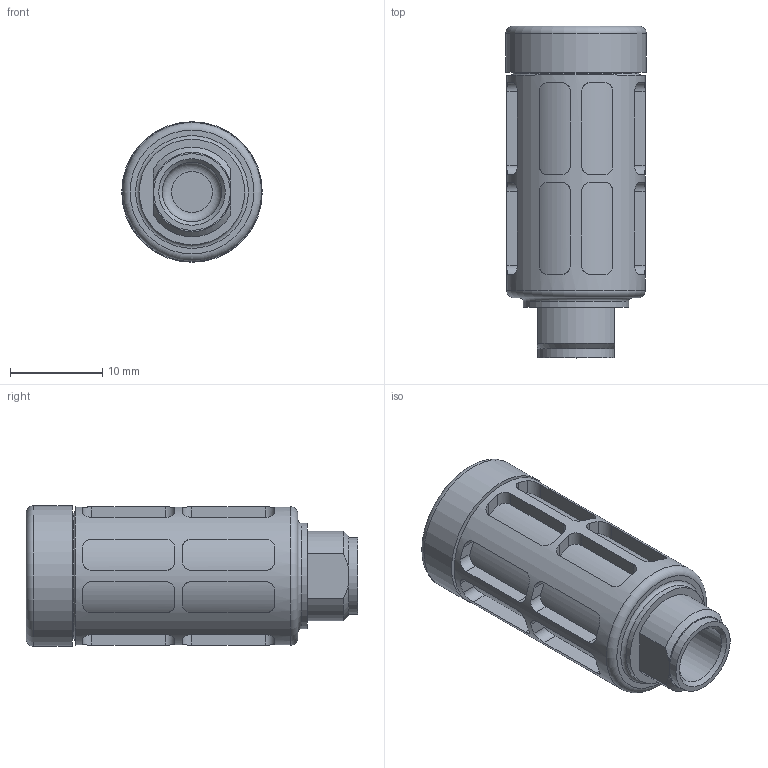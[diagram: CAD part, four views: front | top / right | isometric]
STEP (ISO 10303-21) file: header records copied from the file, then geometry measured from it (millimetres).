
FILE_DESCRIPTION(/* description */ ('STEP AP214'),/* implementation_level */ '2;1');
FILE_NAME(/* name */ '534222_U-1_8-50',/* time_stamp */ '2024-09-15T15:44:02+02:00',/* author */ ('License CC BY-ND 4.0'),/* organization */ ('CADENAS'),/* preprocessor_version */ 'ST-DEVELOPER v19.3',/* originating_system */ 'PARTsolutions',/* authorisation */ ' ');
FILE_SCHEMA (('AUTOMOTIVE_DESIGN {1 0 10303 214 3 1 1}'));
Length unit declared in the file: millimetre
Products named in the file (1): 534222 U-1/8-50
Bounding box: 15.2 x 35.9 x 15.2 mm (x, y, z)
Volume: 3800 mm3; surface area: 3263.8 mm2
Topology: 1 solids, 1 shells, 170 faces, 433 edges, 287 vertices
Faces by surface type: cylinder 88, plane 74, torus 5, cone 3
Full cylindrical faces by diameter (mm): 6.4 x1, 8.3 x1, 11.4 x1, 13.6 x1, 15 x1, 15.2 x1
Entity records: 6511 total; most frequent: CARTESIAN_POINT 1401, ORIENTED_EDGE 840, DIRECTION 718, EDGE_CURVE 420, VERTEX_POINT 286, AXIS2_PLACEMENT_3D 259, EDGE_LOOP 204, FACE_BOUND 204
